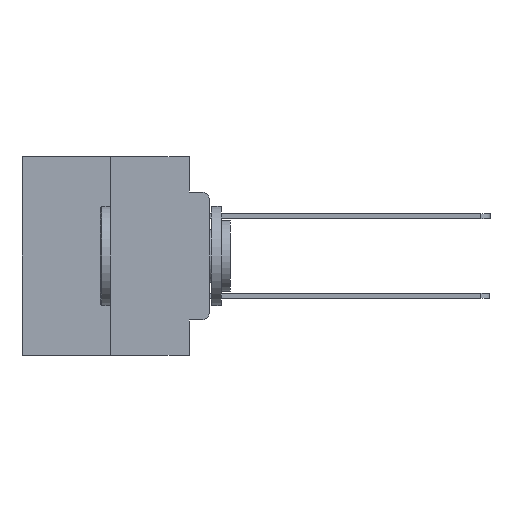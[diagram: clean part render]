
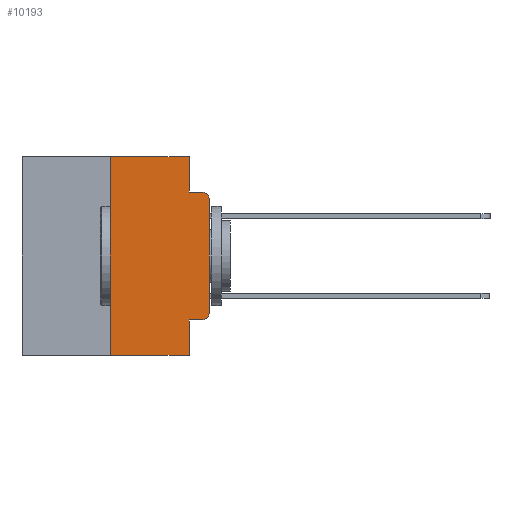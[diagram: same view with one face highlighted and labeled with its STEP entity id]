
A CAD part, left-side view. The second image highlights one B-rep face of the part: STEP entity #10193.
In plain terms, the highlighted planar face has unit normal (-1, 0, 0).
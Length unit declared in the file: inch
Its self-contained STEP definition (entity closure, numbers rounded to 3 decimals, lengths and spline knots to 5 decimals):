
#232 = CARTESIAN_POINT ( 'NONE',  ( 0., 0.051, 0. ) ) ;
#529 = VERTEX_POINT ( 'NONE', #16797 ) ;
#1595 = ORIENTED_EDGE ( 'NONE', *, *, #23489, .T. ) ;
#1948 = VECTOR ( 'NONE', #22802, 39.37008 ) ;
#2291 = ORIENTED_EDGE ( 'NONE', *, *, #27767, .F. ) ;
#2704 = EDGE_CURVE ( 'NONE', #12887, #8178, #7016, .T. ) ;
#3718 = ORIENTED_EDGE ( 'NONE', *, *, #18984, .T. ) ;
#3942 = VERTEX_POINT ( 'NONE', #4797 ) ;
#4710 = VERTEX_POINT ( 'NONE', #16608 ) ;
#4753 = CARTESIAN_POINT ( 'NONE',  ( 0., 0.02, -0.3915 ) ) ;
#4797 = CARTESIAN_POINT ( 'NONE',  ( 0., 0., -0.1085 ) ) ;
#5006 = VERTEX_POINT ( 'NONE', #11494 ) ;
#5220 = CARTESIAN_POINT ( 'NONE',  ( 0., 0.473, -0.5 ) ) ;
#5744 = EDGE_CURVE ( 'NONE', #12887, #4710, #24210, .T. ) ;
#5768 = VERTEX_POINT ( 'NONE', #16701 ) ;
#6596 = CARTESIAN_POINT ( 'NONE',  ( 0., 0.051, -0.0885 ) ) ;
#6651 = DIRECTION ( 'NONE',  ( -1., 0., 0. ) ) ;
#6695 = LINE ( 'NONE', #25055, #17551 ) ;
#6976 = DIRECTION ( 'NONE',  ( 0., 0., -1. ) ) ;
#7016 = LINE ( 'NONE', #20572, #23383 ) ;
#7437 = CARTESIAN_POINT ( 'NONE',  ( 0., 0.25, 0. ) ) ;
#7523 = ORIENTED_EDGE ( 'NONE', *, *, #22108, .F. ) ;
#7541 = LINE ( 'NONE', #7437, #18392 ) ;
#7834 = DIRECTION ( 'NONE',  ( 0., -1., 0. ) ) ;
#7844 = DIRECTION ( 'NONE',  ( 1., 0., 0. ) ) ;
#8044 = DIRECTION ( 'NONE',  ( 0., 0., 1. ) ) ;
#8096 = DIRECTION ( 'NONE',  ( 0., -1., 0. ) ) ;
#8178 = VERTEX_POINT ( 'NONE', #22442 ) ;
#8664 = EDGE_CURVE ( 'NONE', #4710, #5768, #9959, .T. ) ;
#9242 = LINE ( 'NONE', #22970, #20667 ) ;
#9523 = FACE_OUTER_BOUND ( 'NONE', #24340, .T. ) ;
#9959 = CIRCLE ( 'NONE', #24833, 0.02 ) ;
#10193 = ADVANCED_FACE ( 'NONE', ( #9523 ), #20729, .F. ) ;
#10201 = VECTOR ( 'NONE', #7834, 39.37008 ) ;
#11494 = CARTESIAN_POINT ( 'NONE',  ( 0., 0.02, -0.0885 ) ) ;
#11544 = LINE ( 'NONE', #22772, #10201 ) ;
#11590 = ORIENTED_EDGE ( 'NONE', *, *, #8664, .T. ) ;
#12682 = CARTESIAN_POINT ( 'NONE',  ( 0., 0.051, 0. ) ) ;
#12887 = VERTEX_POINT ( 'NONE', #24186 ) ;
#13964 = ORIENTED_EDGE ( 'NONE', *, *, #19668, .F. ) ;
#14288 = CARTESIAN_POINT ( 'NONE',  ( 0., 0.473, 0. ) ) ;
#14398 = CARTESIAN_POINT ( 'NONE',  ( 0., 0.051, -0.4115 ) ) ;
#15674 = DIRECTION ( 'NONE',  ( 0., 0., -1. ) ) ;
#16015 = ORIENTED_EDGE ( 'NONE', *, *, #2704, .F. ) ;
#16608 = CARTESIAN_POINT ( 'NONE',  ( 0., 0.02, -0.4115 ) ) ;
#16650 = LINE ( 'NONE', #5220, #27163 ) ;
#16701 = CARTESIAN_POINT ( 'NONE',  ( 0., 0., -0.3915 ) ) ;
#16797 = CARTESIAN_POINT ( 'NONE',  ( 0., 0.25, 0. ) ) ;
#17551 = VECTOR ( 'NONE', #8096, 39.37008 ) ;
#17672 = CARTESIAN_POINT ( 'NONE',  ( 0., 0.25, -0.5 ) ) ;
#17705 = ORIENTED_EDGE ( 'NONE', *, *, #17929, .T. ) ;
#17903 = VECTOR ( 'NONE', #15674, 39.37008 ) ;
#17929 = EDGE_CURVE ( 'NONE', #5768, #3942, #9242, .T. ) ;
#18392 = VECTOR ( 'NONE', #20329, 39.37008 ) ;
#18828 = VERTEX_POINT ( 'NONE', #17672 ) ;
#18984 = EDGE_CURVE ( 'NONE', #18828, #8178, #16650, .T. ) ;
#19461 = AXIS2_PLACEMENT_3D ( 'NONE', #14288, #7844, #22782 ) ;
#19589 = CARTESIAN_POINT ( 'NONE',  ( 0., 0.02, -0.1085 ) ) ;
#19668 = EDGE_CURVE ( 'NONE', #529, #26360, #11544, .T. ) ;
#19889 = DIRECTION ( 'NONE',  ( -1., 0., 0. ) ) ;
#20172 = DIRECTION ( 'NONE',  ( 0., 0., -1. ) ) ;
#20329 = DIRECTION ( 'NONE',  ( 0., 0., 1. ) ) ;
#20572 = CARTESIAN_POINT ( 'NONE',  ( 0., 0.051, 0. ) ) ;
#20667 = VECTOR ( 'NONE', #8044, 39.37008 ) ;
#20729 = PLANE ( 'NONE',  #19461 ) ;
#21649 = DIRECTION ( 'NONE',  ( 0., 0., -1. ) ) ;
#21699 = CIRCLE ( 'NONE', #23854, 0.02 ) ;
#22108 = EDGE_CURVE ( 'NONE', #22831, #5006, #6695, .T. ) ;
#22391 = DIRECTION ( 'NONE',  ( 0., -1., 0. ) ) ;
#22442 = CARTESIAN_POINT ( 'NONE',  ( 0., 0.051, -0.5 ) ) ;
#22772 = CARTESIAN_POINT ( 'NONE',  ( 0., 0.473, 0. ) ) ;
#22782 = DIRECTION ( 'NONE',  ( 0., 0., -1. ) ) ;
#22802 = DIRECTION ( 'NONE',  ( 0., -1., 0. ) ) ;
#22831 = VERTEX_POINT ( 'NONE', #6596 ) ;
#22970 = CARTESIAN_POINT ( 'NONE',  ( 0., 0., 0. ) ) ;
#23383 = VECTOR ( 'NONE', #20172, 39.37008 ) ;
#23419 = LINE ( 'NONE', #232, #17903 ) ;
#23489 = EDGE_CURVE ( 'NONE', #3942, #5006, #21699, .T. ) ;
#23854 = AXIS2_PLACEMENT_3D ( 'NONE', #19589, #6651, #21649 ) ;
#24186 = CARTESIAN_POINT ( 'NONE',  ( 0., 0.051, -0.4115 ) ) ;
#24210 = LINE ( 'NONE', #14398, #1948 ) ;
#24340 = EDGE_LOOP ( 'NONE', ( #17705, #1595, #7523, #2291, #13964, #25867, #3718, #16015, #27212, #11590 ) ) ;
#24833 = AXIS2_PLACEMENT_3D ( 'NONE', #4753, #19889, #6976 ) ;
#24915 = EDGE_CURVE ( 'NONE', #18828, #529, #7541, .T. ) ;
#25055 = CARTESIAN_POINT ( 'NONE',  ( 0., 0.051, -0.0885 ) ) ;
#25867 = ORIENTED_EDGE ( 'NONE', *, *, #24915, .F. ) ;
#26360 = VERTEX_POINT ( 'NONE', #12682 ) ;
#27163 = VECTOR ( 'NONE', #22391, 39.37008 ) ;
#27212 = ORIENTED_EDGE ( 'NONE', *, *, #5744, .T. ) ;
#27767 = EDGE_CURVE ( 'NONE', #26360, #22831, #23419, .T. ) ;
